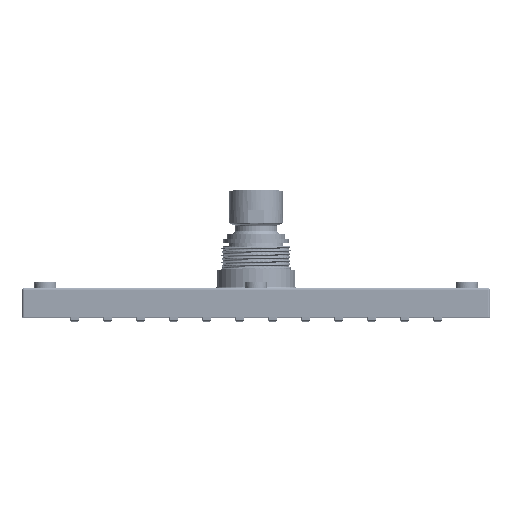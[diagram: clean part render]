
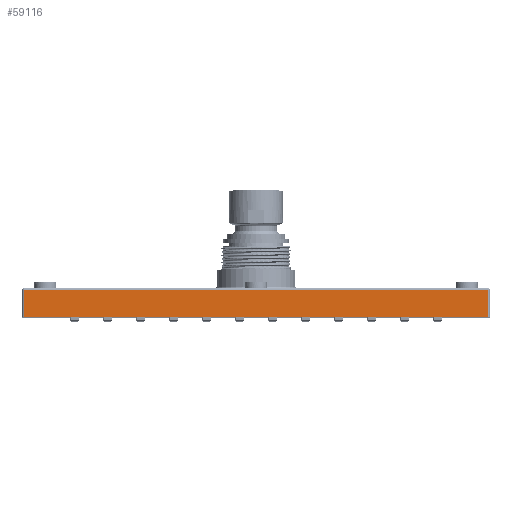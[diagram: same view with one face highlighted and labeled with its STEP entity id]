
A CAD part, top view. The second image highlights one B-rep face of the part: STEP entity #59116.
In plain terms, the highlighted planar face has unit normal (0, 0, 1).
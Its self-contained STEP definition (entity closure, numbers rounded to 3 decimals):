
#3677=DIRECTION('',(0.,1.,0.));
#3678=VECTOR('',#3677,11.8);
#3679=CARTESIAN_POINT('',(100.,-12.8,101.));
#3680=LINE('',#3679,#3678);
#3700=DIRECTION('',(1.,0.,0.));
#3701=VECTOR('',#3700,200.);
#3702=CARTESIAN_POINT('',(-100.,-1.,101.));
#3703=LINE('',#3702,#3701);
#3704=DIRECTION('',(-1.,0.,0.));
#3705=VECTOR('',#3704,200.);
#3706=CARTESIAN_POINT('',(100.,-12.8,101.));
#3707=LINE('',#3706,#3705);
#3708=DIRECTION('',(0.,1.,0.));
#3709=VECTOR('',#3708,11.8);
#3710=CARTESIAN_POINT('',(-100.,-12.8,101.));
#3711=LINE('',#3710,#3709);
#42379=CARTESIAN_POINT('',(-100.,-12.8,101.));
#42380=VERTEX_POINT('',#42379);
#42381=CARTESIAN_POINT('',(100.,-12.8,101.));
#42383=VERTEX_POINT('',#42381);
#43011=CARTESIAN_POINT('',(-100.,-1.,101.));
#43012=VERTEX_POINT('',#43011);
#43013=CARTESIAN_POINT('',(100.,-1.,101.));
#43014=VERTEX_POINT('',#43013);
#59104=CARTESIAN_POINT('',(0.,-6.9,101.));
#59105=DIRECTION('',(0.,0.,1.));
#59106=DIRECTION('',(1.,0.,0.));
#59107=AXIS2_PLACEMENT_3D('',#59104,#59105,#59106);
#59108=PLANE('',#59107);
#59109=ORIENTED_EDGE('',*,*,#59094,.T.);
#59110=ORIENTED_EDGE('',*,*,#59072,.F.);
#59111=ORIENTED_EDGE('',*,*,#58924,.T.);
#59113=ORIENTED_EDGE('',*,*,#59112,.T.);
#59114=EDGE_LOOP('',(#59109,#59110,#59111,#59113));
#59115=FACE_OUTER_BOUND('',#59114,.F.);
#59116=ADVANCED_FACE('',(#59115),#59108,.T.);
#58924=EDGE_CURVE('',#42383,#42380,#3707,.T.);
#59072=EDGE_CURVE('',#42383,#43014,#3680,.T.);
#59094=EDGE_CURVE('',#43012,#43014,#3703,.T.);
#59112=EDGE_CURVE('',#42380,#43012,#3711,.T.);
